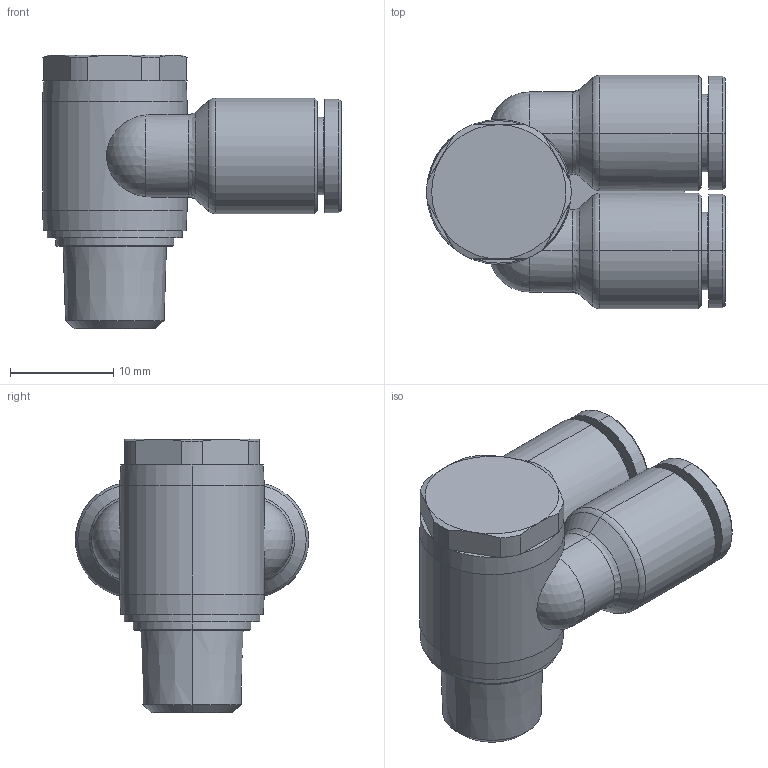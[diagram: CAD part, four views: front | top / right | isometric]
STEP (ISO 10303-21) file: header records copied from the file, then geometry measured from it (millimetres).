
FILE_DESCRIPTION((''),'2;1');
FILE_NAME('GPA_0601(3D).stp','2012-12-17T14:11:23',(''),(''),'Mechanical Desktop.R8.0.24.0','Mechanical Desktop.R8.0.24.0',', , ');
FILE_SCHEMA(('CONFIG_CONTROL_DESIGN'));
Length unit declared in the file: millimetre
Products named in the file (2): GPA_0601(3D); ºÎÇ°1
Assembly tree (1 placements, depth 2):
  GPA_0601(3D)
    ºÎÇ°1
Bounding box: 28.95 x 22.6 x 26.5 mm (x, y, z)
Volume: 4904.8 mm3; surface area: 3792.5 mm2
Topology: 1 solids, 1 shells, 528 faces, 1429 edges, 931 vertices
Faces by surface type: plane 362, cylinder 58, bspline 58, cone 42, torus 6, sphere 2
Entity records: 17564 total; most frequent: CARTESIAN_POINT 4224, ORIENTED_EDGE 2854, DIRECTION 2629, EDGE_CURVE 1427, VECTOR 1101, LINE 1101, VERTEX_POINT 931, AXIS2_PLACEMENT_3D 764
